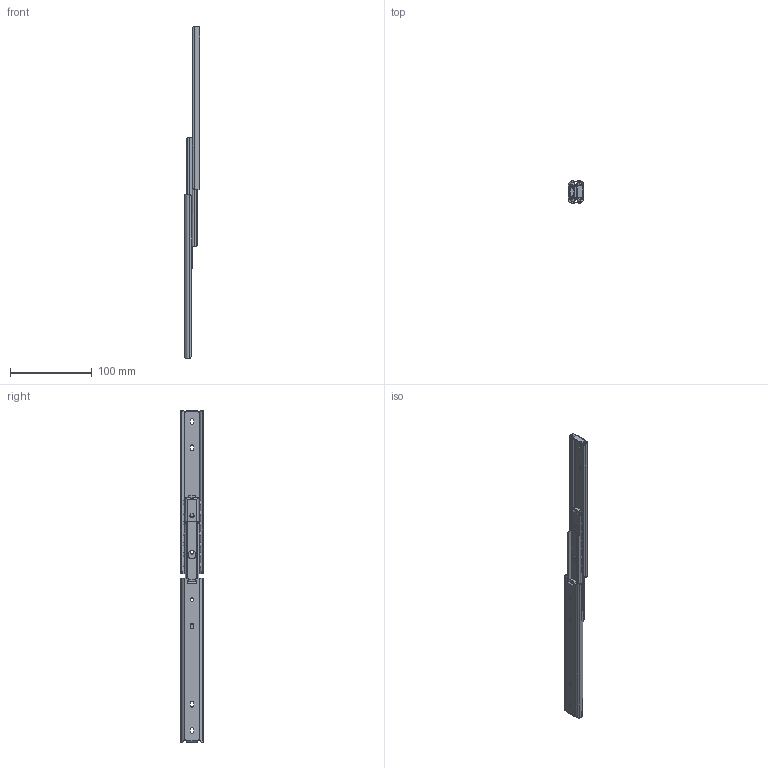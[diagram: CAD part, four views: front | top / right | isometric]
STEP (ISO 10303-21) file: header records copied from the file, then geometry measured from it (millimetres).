
FILE_DESCRIPTION(/* description */ ('Montage'),/* implementation_level */ '2;1');
FILE_NAME(/* name */ 'DZ2730-0020_3D-1.stp',/* time_stamp */ '2022-02-08T13:40:20+01:00',/* author */ ('twoell'),/* organization */ ('ACCURIDE International GmbH'),/* preprocessor_version */ 'ST-DEVELOPER v17',/* originating_system */ 'Autodesk Inventor 2018',/* authorisation */ '');
FILE_SCHEMA (('AUTOMOTIVE_DESIGN { 1 0 10303 214 3 1 1 }'));
Length unit declared in the file: millimetre
Products named in the file (8): DZ2730-0020_3D; 012730-0020_3D; 032730-0020_3D; 26000990-3D; 15000190-3D; 412730-0020_3D; 022730-0020_3D; 26003990-3D
Assembly tree (39 placements, depth 3):
  DZ2730-0020_3D
    012730-0020_3D  x2
    032730-0020_3D  x2
    26000990-3D  x2
    15000190-3D  x28
    412730-0020_3D
      022730-0020_3D  x2
    26003990-3D  x2
Bounding box: 19 x 27.08 x 405.74 mm (x, y, z)
Volume: 37750.2 mm3; surface area: 61065.3 mm2
Topology: 38 solids, 38 shells, 1222 faces, 3418 edges, 2100 vertices
Faces by surface type: plane 568, cylinder 486, sphere 92, bspline 64, torus 12
Full cylindrical faces by diameter (mm): 2.6 x2, 3 x2, 4 x6, 4.3 x2, 10 x4
Entity records: 21327 total; most frequent: CARTESIAN_POINT 5473, DIRECTION 3277, ORIENTED_EDGE 3272, EDGE_CURVE 1636, AXIS2_PLACEMENT_3D 1120, LINE 1037, VECTOR 1037, VERTEX_POINT 1024
